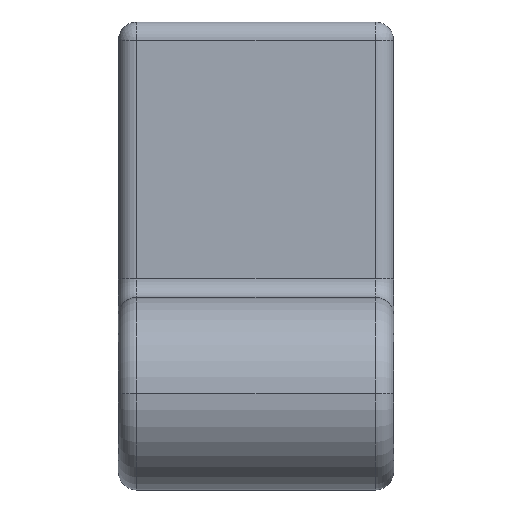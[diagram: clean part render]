
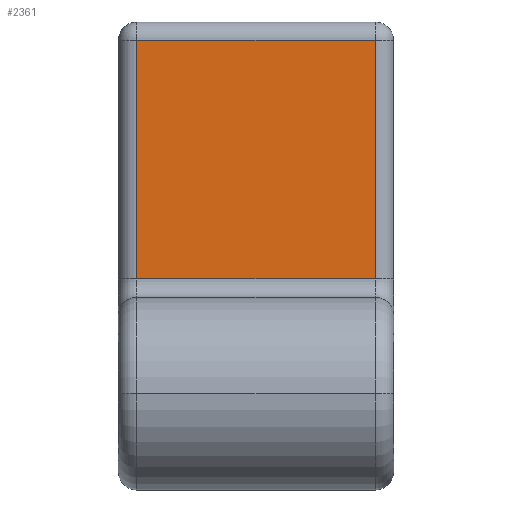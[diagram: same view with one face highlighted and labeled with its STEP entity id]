
A CAD part, front view. The second image highlights one B-rep face of the part: STEP entity #2361.
In plain terms, the highlighted planar face has unit normal (0, -1, 0).
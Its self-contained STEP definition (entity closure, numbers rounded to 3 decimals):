
#71=PLANE('',#2679);
#240=FACE_OUTER_BOUND('',#402,.T.);
#402=EDGE_LOOP('',(#2064,#2065,#2066,#2067));
#544=LINE('',#4030,#718);
#551=LINE('',#4057,#725);
#552=LINE('',#4059,#726);
#558=LINE('',#4076,#732);
#718=VECTOR('',#3298,10.);
#725=VECTOR('',#3333,10.);
#726=VECTOR('',#3336,10.);
#732=VECTOR('',#3360,10.);
#1096=VERTEX_POINT('',#4001);
#1101=VERTEX_POINT('',#4019);
#1102=VERTEX_POINT('',#4024);
#1109=VERTEX_POINT('',#4052);
#1399=EDGE_CURVE('',#1102,#1096,#544,.T.);
#1414=EDGE_CURVE('',#1101,#1109,#551,.T.);
#1415=EDGE_CURVE('',#1109,#1102,#552,.T.);
#1424=EDGE_CURVE('',#1096,#1101,#558,.T.);
#2064=ORIENTED_EDGE('',*,*,#1414,.F.);
#2065=ORIENTED_EDGE('',*,*,#1424,.F.);
#2066=ORIENTED_EDGE('',*,*,#1399,.F.);
#2067=ORIENTED_EDGE('',*,*,#1415,.F.);
#2361=ADVANCED_FACE('',(#240),#71,.T.);
#2679=AXIS2_PLACEMENT_3D('',#4142,#3422,#3423);
#3298=DIRECTION('',(-1.,0.,0.));
#3333=DIRECTION('',(1.,0.,0.));
#3336=DIRECTION('',(0.,0.,-1.));
#3360=DIRECTION('',(0.,0.,1.));
#3422=DIRECTION('center_axis',(0.,-1.,0.));
#3423=DIRECTION('ref_axis',(0.,0.,-1.));
#4001=CARTESIAN_POINT('',(2.,5.5,12.5));
#4019=CARTESIAN_POINT('',(2.,5.5,38.5));
#4024=CARTESIAN_POINT('',(28.,5.5,12.5));
#4030=CARTESIAN_POINT('',(0.,5.5,12.5));
#4052=CARTESIAN_POINT('',(28.,5.5,38.5));
#4057=CARTESIAN_POINT('',(0.,5.5,38.5));
#4059=CARTESIAN_POINT('',(28.,5.5,27.75));
#4076=CARTESIAN_POINT('',(2.,5.5,27.75));
#4142=CARTESIAN_POINT('Origin',(0.,5.5,40.5));
